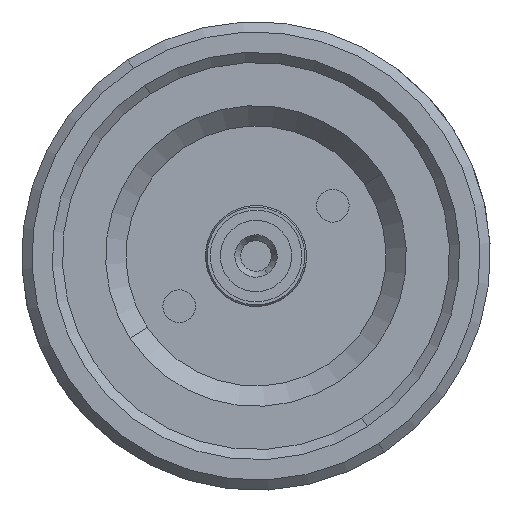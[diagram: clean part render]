
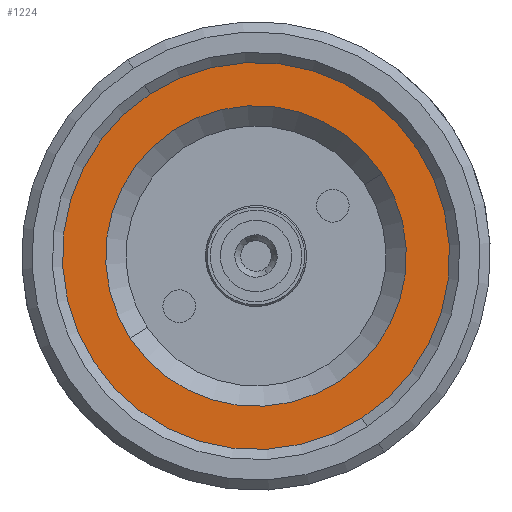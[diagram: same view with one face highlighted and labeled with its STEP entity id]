
A CAD part, front view. The second image highlights one B-rep face of the part: STEP entity #1224.
In plain terms, the highlighted planar face has unit normal (0, -1, 0).
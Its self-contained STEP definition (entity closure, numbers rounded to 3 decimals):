
#67 = CARTESIAN_POINT ( 'NONE',  ( -15.906, 32.5, -10.392 ) ) ;
#113 = CIRCLE ( 'NONE', #301, 14.758 ) ;
#151 = DIRECTION ( 'NONE',  ( 0., 1., 0. ) ) ;
#159 = DIRECTION ( 'NONE',  ( 0., -1., 0. ) ) ;
#195 = EDGE_LOOP ( 'NONE', ( #982, #610 ) ) ;
#200 = AXIS2_PLACEMENT_3D ( 'NONE', #229, #1410, #986 ) ;
#214 = CARTESIAN_POINT ( 'NONE',  ( -12.355, 32.5, -8.072 ) ) ;
#229 = CARTESIAN_POINT ( 'NONE',  ( -12.976, 32.5, -8.478 ) ) ;
#272 = CARTESIAN_POINT ( 'NONE',  ( 0., 32.5, 0. ) ) ;
#301 = AXIS2_PLACEMENT_3D ( 'NONE', #978, #1450, #388 ) ;
#334 = EDGE_CURVE ( 'NONE', #1365, #668, #840, .T. ) ;
#349 = CIRCLE ( 'NONE', #684, 14.758 ) ;
#388 = DIRECTION ( 'NONE',  ( -0.837, 0., -0.547 ) ) ;
#441 = CARTESIAN_POINT ( 'NONE',  ( 0., 32.5, 0. ) ) ;
#464 = AXIS2_PLACEMENT_3D ( 'NONE', #272, #151, #711 ) ;
#481 = EDGE_CURVE ( 'NONE', #882, #1081, #349, .T. ) ;
#539 = EDGE_CURVE ( 'NONE', #1081, #882, #113, .T. ) ;
#568 = FACE_OUTER_BOUND ( 'NONE', #195, .T. ) ;
#582 = FACE_BOUND ( 'NONE', #1245, .T. ) ;
#610 = ORIENTED_EDGE ( 'NONE', *, *, #615, .F. ) ;
#615 = EDGE_CURVE ( 'NONE', #668, #1365, #1069, .T. ) ;
#621 = CARTESIAN_POINT ( 'NONE',  ( 0., 32.5, 0. ) ) ;
#668 = VERTEX_POINT ( 'NONE', #1415 ) ;
#684 = AXIS2_PLACEMENT_3D ( 'NONE', #621, #159, #736 ) ;
#711 = DIRECTION ( 'NONE',  ( -0.547, 0., 0.837 ) ) ;
#736 = DIRECTION ( 'NONE',  ( -0.837, 0., -0.547 ) ) ;
#783 = ORIENTED_EDGE ( 'NONE', *, *, #539, .F. ) ;
#803 = PLANE ( 'NONE',  #200 ) ;
#840 = CIRCLE ( 'NONE', #1280, 19. ) ;
#876 = ORIENTED_EDGE ( 'NONE', *, *, #481, .F. ) ;
#882 = VERTEX_POINT ( 'NONE', #214 ) ;
#914 = DIRECTION ( 'NONE',  ( 0., 1., 0. ) ) ;
#978 = CARTESIAN_POINT ( 'NONE',  ( 0., 32.5, 0. ) ) ;
#982 = ORIENTED_EDGE ( 'NONE', *, *, #334, .F. ) ;
#986 = DIRECTION ( 'NONE',  ( 0.837, 0., 0.547 ) ) ;
#1069 = CIRCLE ( 'NONE', #464, 19. ) ;
#1081 = VERTEX_POINT ( 'NONE', #1168 ) ;
#1168 = CARTESIAN_POINT ( 'NONE',  ( 12.355, 32.5, 8.072 ) ) ;
#1224 = ADVANCED_FACE ( 'NONE', ( #568, #582 ), #803, .F. ) ;
#1245 = EDGE_LOOP ( 'NONE', ( #876, #783 ) ) ;
#1280 = AXIS2_PLACEMENT_3D ( 'NONE', #441, #914, #1380 ) ;
#1365 = VERTEX_POINT ( 'NONE', #67 ) ;
#1380 = DIRECTION ( 'NONE',  ( -0.547, 0., 0.837 ) ) ;
#1410 = DIRECTION ( 'NONE',  ( 0., 1., 0. ) ) ;
#1415 = CARTESIAN_POINT ( 'NONE',  ( 15.906, 32.5, 10.392 ) ) ;
#1450 = DIRECTION ( 'NONE',  ( 0., -1., 0. ) ) ;
